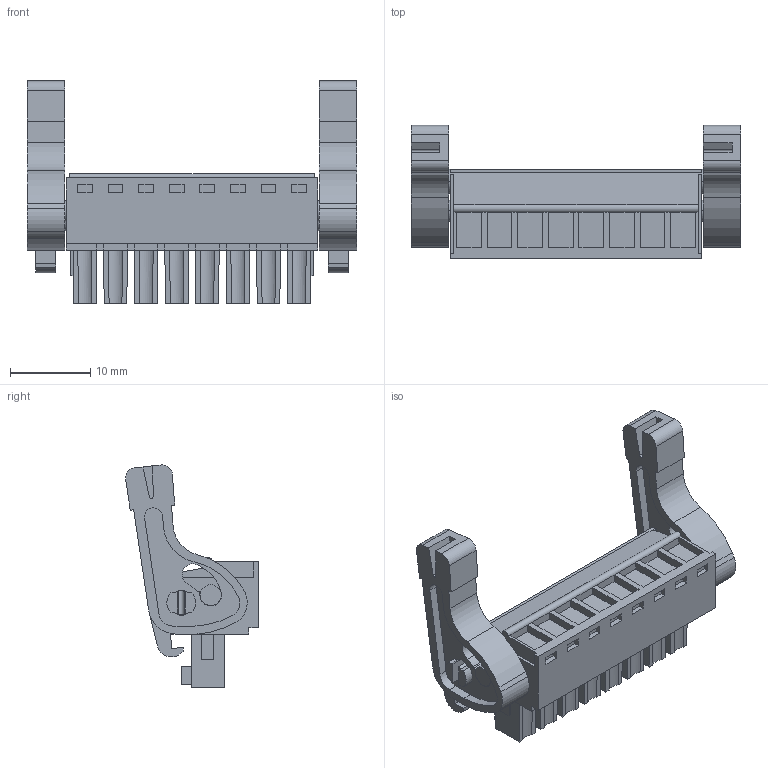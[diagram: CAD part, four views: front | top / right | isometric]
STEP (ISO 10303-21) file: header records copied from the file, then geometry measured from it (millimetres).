
FILE_DESCRIPTION(('CATIA V5 STEP','CAx-IF Rec.Pracs.--- Model Styling and Organization---1.2---2011-12-15'),'2;1');
FILE_NAME ('D1462220_0_2442540000_2442540000.stp','2017-07-31T14:57:38+00:00',('none'),('Weidmueller'),'CATIA Version 5-6 Release 2014','CATIA V5 STEP AP214','none');
FILE_SCHEMA(('AUTOMOTIVE_DESIGN { 1 0 10303 214 1 1 1 1 }'));
Length unit declared in the file: millimetre
Products named in the file (1): 2442540000
Bounding box: 41.07 x 16.55 x 27.68 mm (x, y, z)
Volume: 4340.9 mm3; surface area: 4699.7 mm2
Topology: 11 solids, 11 shells, 578 faces, 1521 edges, 1006 vertices
Faces by surface type: plane 427, cylinder 151
Entity records: 17140 total; most frequent: CARTESIAN_POINT 3107, ORIENTED_EDGE 3028, DIRECTION 2270, EDGE_CURVE 1514, VECTOR 1142, LINE 1142, VERTEX_POINT 1004, AXIS2_PLACEMENT_3D 730
